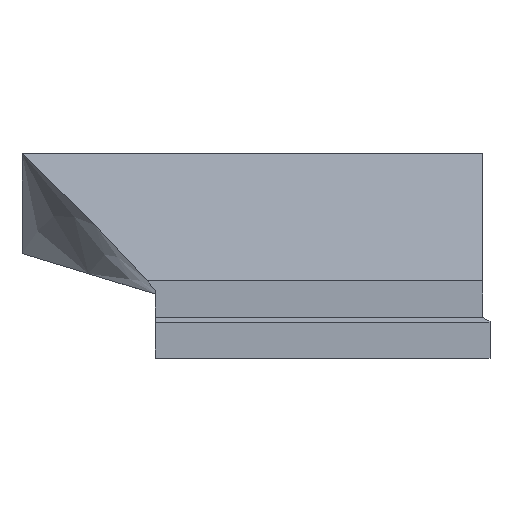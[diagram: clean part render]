
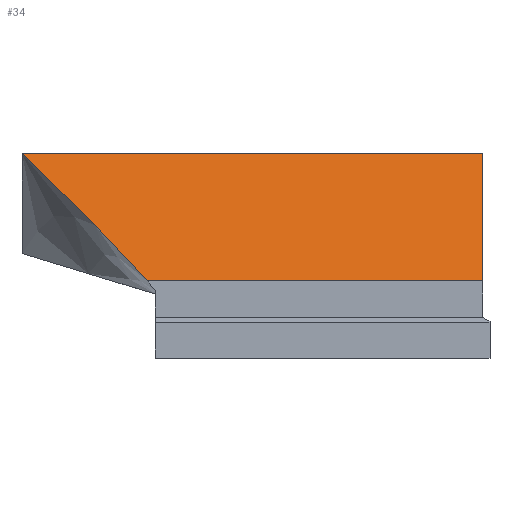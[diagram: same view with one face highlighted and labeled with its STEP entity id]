
A CAD part, front view. The second image highlights one B-rep face of the part: STEP entity #34.
In plain terms, the highlighted planar face has unit normal (0, -0.539, 0.842).
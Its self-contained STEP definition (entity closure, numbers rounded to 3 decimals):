
#34 = ADVANCED_FACE ( 'NONE', ( #194 ), #2086, .T. ) ;
#168 = DIRECTION ( 'NONE',  ( 1., 0., 0. ) ) ;
#194 = FACE_OUTER_BOUND ( 'NONE', #1669, .T. ) ;
#301 = LINE ( 'NONE', #1801, #3540 ) ;
#386 = ORIENTED_EDGE ( 'NONE', *, *, #2748, .T. ) ;
#445 = EDGE_CURVE ( 'NONE', #2615, #3021, #3467, .T. ) ;
#524 = AXIS2_PLACEMENT_3D ( 'NONE', #3724, #3272, #1389 ) ;
#689 = CARTESIAN_POINT ( 'NONE',  ( -44.755, -2.448, 16.945 ) ) ;
#749 = VECTOR ( 'NONE', #168, 1000. ) ;
#836 = EDGE_CURVE ( 'NONE', #1217, #2615, #3309, .T. ) ;
#990 = CARTESIAN_POINT ( 'NONE',  ( -42.615, -5.633, 14.903 ) ) ;
#1120 = ORIENTED_EDGE ( 'NONE', *, *, #836, .F. ) ;
#1201 = DIRECTION ( 'NONE',  ( 0., 0.842, 0.539 ) ) ;
#1217 = VERTEX_POINT ( 'NONE', #1496 ) ;
#1247 = CARTESIAN_POINT ( 'NONE',  ( 0., -21.8, 4.547 ) ) ;
#1389 = DIRECTION ( 'NONE',  ( 0., -0.842, -0.539 ) ) ;
#1401 = ORIENTED_EDGE ( 'NONE', *, *, #2041, .F. ) ;
#1496 = CARTESIAN_POINT ( 'NONE',  ( 0.195, -21.8, 4.547 ) ) ;
#1668 = CARTESIAN_POINT ( 'NONE',  ( -44.755, -2.448, 16.945 ) ) ;
#1669 = EDGE_LOOP ( 'NONE', ( #386, #1401, #3262, #1120 ) ) ;
#1713 = CARTESIAN_POINT ( 'NONE',  ( -32.532, -21.8, 4.547 ) ) ;
#1801 = CARTESIAN_POINT ( 'NONE',  ( 0.195, -2.528, 16.893 ) ) ;
#1927 = CARTESIAN_POINT ( 'NONE',  ( -32.532, -21.8, 4.547 ) ) ;
#2041 = EDGE_CURVE ( 'NONE', #3021, #2854, #2832, .T. ) ;
#2085 = DIRECTION ( 'NONE',  ( -1., 0., 0. ) ) ;
#2086 = PLANE ( 'NONE',  #524 ) ;
#2199 = CARTESIAN_POINT ( 'NONE',  ( -20.45, -2.443, 16.947 ) ) ;
#2499 = CARTESIAN_POINT ( 'NONE',  ( -40.498, -8.822, 12.861 ) ) ;
#2615 = VERTEX_POINT ( 'NONE', #1713 ) ;
#2748 = EDGE_CURVE ( 'NONE', #1217, #2854, #301, .T. ) ;
#2773 = CARTESIAN_POINT ( 'NONE',  ( 0.195, -2.443, 16.947 ) ) ;
#2832 = LINE ( 'NONE', #2199, #749 ) ;
#2854 = VERTEX_POINT ( 'NONE', #2773 ) ;
#3021 = VERTEX_POINT ( 'NONE', #1668 ) ;
#3262 = ORIENTED_EDGE ( 'NONE', *, *, #445, .F. ) ;
#3272 = DIRECTION ( 'NONE',  ( 0., -0.539, 0.842 ) ) ;
#3309 = LINE ( 'NONE', #1247, #3761 ) ;
#3384 = CARTESIAN_POINT ( 'NONE',  ( -34.395, -18.501, 6.66 ) ) ;
#3467 = B_SPLINE_CURVE_WITH_KNOTS ( 'NONE', 3,
 ( #1927, #3384, #3637, #2499, #990, #689 ),
 .UNSPECIFIED., .F., .F.,
 ( 4, 2, 4 ),
 ( 0.027, 0.04, 0.053 ),
 .UNSPECIFIED. ) ;
#3540 = VECTOR ( 'NONE', #1201, 1000. ) ;
#3637 = CARTESIAN_POINT ( 'NONE',  ( -36.387, -15.256, 8.739 ) ) ;
#3724 = CARTESIAN_POINT ( 'NONE',  ( 0., -8.408, 13.126 ) ) ;
#3761 = VECTOR ( 'NONE', #2085, 1000. ) ;
